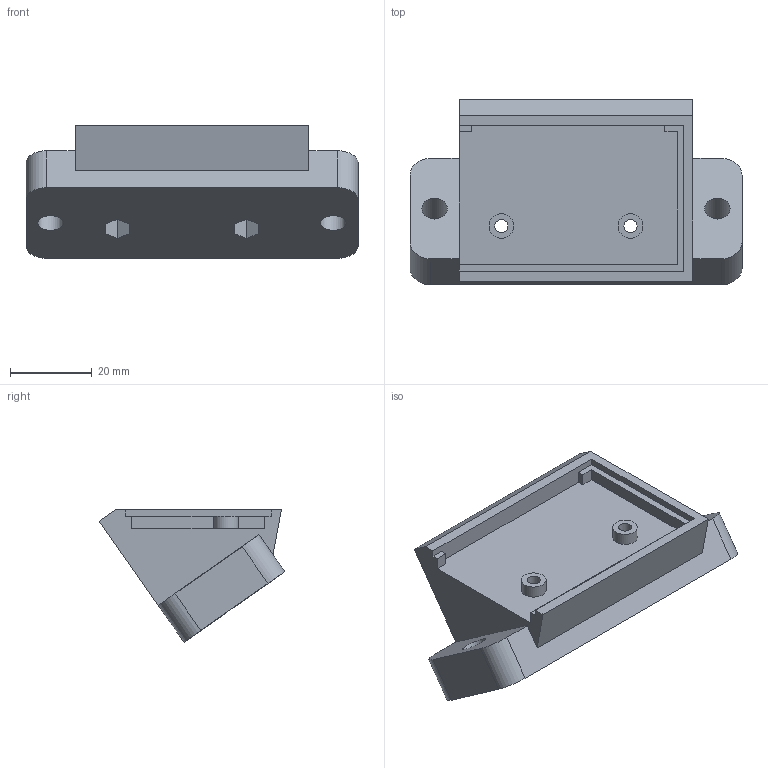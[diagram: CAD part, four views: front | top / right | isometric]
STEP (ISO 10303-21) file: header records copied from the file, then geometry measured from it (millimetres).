
FILE_DESCRIPTION(/* description */ ('','CAx-IF Rec.Pracs.---Representation and Presentation of Product Manufacturing Information (PMI)---4.0---2014-10-13'),/* implementation_level */ '2;1');
FILE_NAME(/* name */ 'Support YR3180 v2 v9.step',/* time_stamp */ '2025-03-22T18:32:17+01:00',/* author */ (''),/* organization */ (''),/* preprocessor_version */ 'ST-DEVELOPER v20',/* originating_system */ 'Autodesk Translation Framework v13.20.0.188',/* authorisation */ '');
FILE_SCHEMA (('AP242_MANAGED_MODEL_BASED_3D_ENGINEERING_MIM_LF { 1 0 10303 442 1 1 4 }'));
Length unit declared in the file: millimetre
Products named in the file (1): Support YR3180 v°2
Bounding box: 81 x 45.28 x 32.34 mm (x, y, z)
Volume: 49868.2 mm3; surface area: 12581.7 mm2
Topology: 1 solids, 1 shells, 50 faces, 132 edges, 88 vertices
Faces by surface type: plane 40, cylinder 10
Full cylindrical faces by diameter (mm): 3.2 x2, 6 x2, 6.2 x2
Entity records: 1592 total; most frequent: CARTESIAN_POINT 271, ORIENTED_EDGE 264, DIRECTION 254, EDGE_CURVE 132, LINE 112, VECTOR 112, VERTEX_POINT 88, AXIS2_PLACEMENT_3D 71
